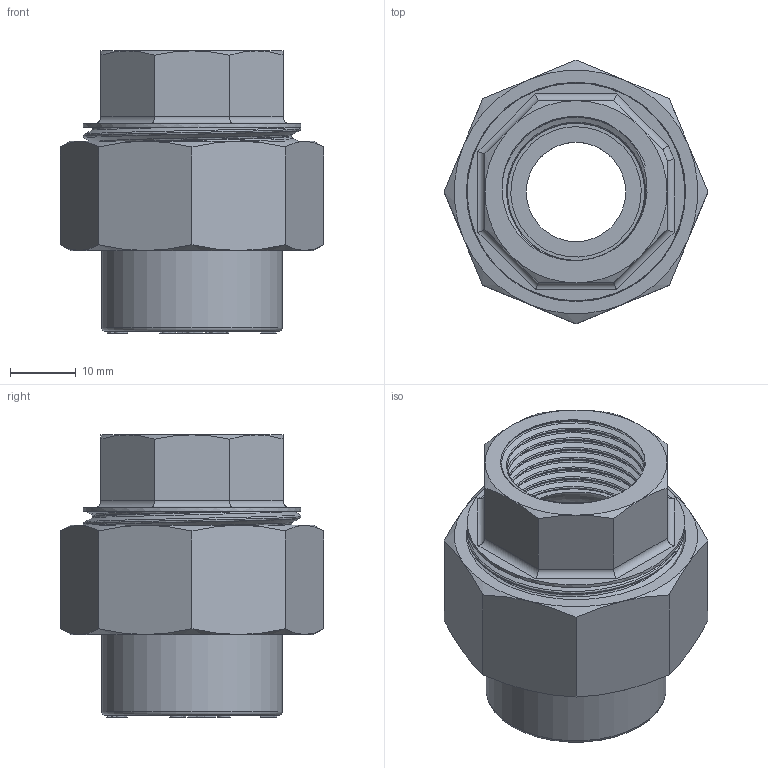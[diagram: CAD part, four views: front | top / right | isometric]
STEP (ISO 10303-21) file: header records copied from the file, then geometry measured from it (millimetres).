
FILE_DESCRIPTION(/* description */ ('STEP AP203'),/* implementation_level */ '2;1');
FILE_NAME(/* name */ 'AF0622.020.020_11.step',/* time_stamp */ '2025-12-17T15:45:39+01:00',/* author */ (''),/* organization */ (''),/* preprocessor_version */ 'ST-DEVELOPER v20.1',/* originating_system */ 'Autodesk Translation Framework v14.21.0.0',/* authorisation */ '');
FILE_SCHEMA (('AUTOMOTIVE_DESIGN { 1 0 10303 214 3 1 1 }'));
Length unit declared in the file: millimetre
Products named in the file (3): 2025-12-16-09-10-46-647; 2025-12-16-12-12-28-851; 2025-12-17-14-47-15-077
Assembly tree (2 placements, depth 2):
  2025-12-16-09-10-46-647
    2025-12-16-12-12-28-851
    2025-12-17-14-47-15-077
Bounding box: 40.06 x 40.06 x 42.88 mm (x, y, z)
Volume: 18682.3 mm3; surface area: 15952.6 mm2
Topology: 4 solids, 4 shells, 857 faces, 2416 edges, 1596 vertices
Faces by surface type: plane 753, cylinder 42, bspline 29, cone 26, torus 7
Full cylindrical faces by diameter (mm): 1.226 x1, 1.635 x1, 15.1 x1, 21.1 x1, 22.911 x6, 27.4 x1, 28.167 x1, 28.619 x1, 30 x1, 30.291 x2, 30.446 x1, 33.069 x1, 33.249 x5
Entity records: 36332 total; most frequent: CARTESIAN_POINT 14436, ORIENTED_EDGE 4824, DIRECTION 4012, EDGE_CURVE 2412, LINE 2158, VECTOR 2158, VERTEX_POINT 1594, AXIS2_PLACEMENT_3D 927
